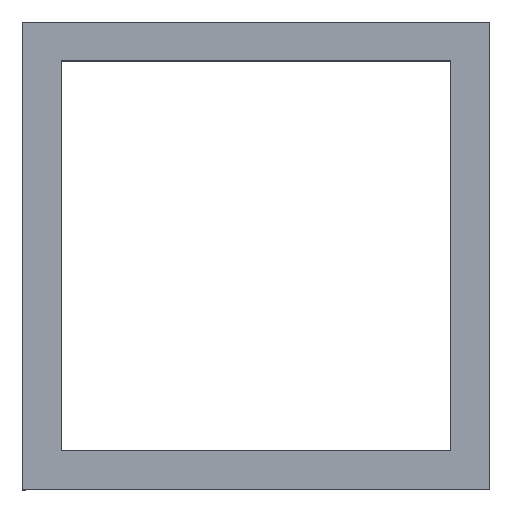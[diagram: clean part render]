
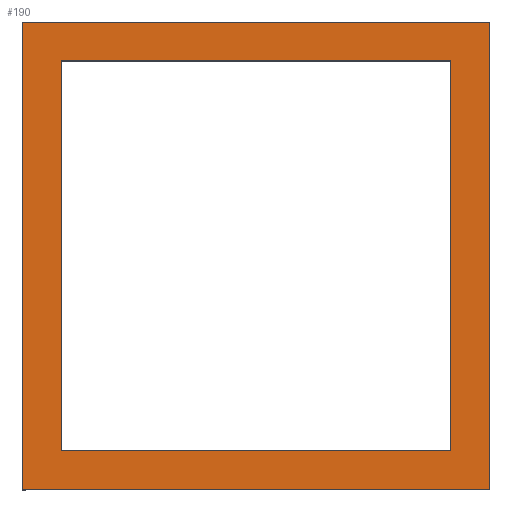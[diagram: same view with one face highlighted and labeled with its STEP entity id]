
A CAD part, top view. The second image highlights one B-rep face of the part: STEP entity #190.
In plain terms, the highlighted planar face has unit normal (0, 0, 1).
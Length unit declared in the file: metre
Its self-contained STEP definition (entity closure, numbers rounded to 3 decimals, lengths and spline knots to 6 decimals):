
#44=ORIENTED_EDGE('',*,*,#72,.F.);
#45=ORIENTED_EDGE('',*,*,#76,.T.);
#46=ORIENTED_EDGE('',*,*,#79,.T.);
#47=ORIENTED_EDGE('',*,*,#81,.F.);
#48=ORIENTED_EDGE('',*,*,#62,.F.);
#49=ORIENTED_EDGE('',*,*,#66,.T.);
#50=ORIENTED_EDGE('',*,*,#69,.T.);
#51=ORIENTED_EDGE('',*,*,#83,.F.);
#62=EDGE_CURVE('',#86,#87,#102,.T.);
#66=EDGE_CURVE('',#86,#89,#106,.T.);
#69=EDGE_CURVE('',#89,#91,#109,.T.);
#72=EDGE_CURVE('',#94,#95,#112,.T.);
#76=EDGE_CURVE('',#94,#97,#116,.T.);
#79=EDGE_CURVE('',#97,#99,#119,.T.);
#81=EDGE_CURVE('',#95,#99,#121,.T.);
#83=EDGE_CURVE('',#87,#91,#123,.T.);
#86=VERTEX_POINT('',#267);
#87=VERTEX_POINT('',#269);
#89=VERTEX_POINT('',#275);
#91=VERTEX_POINT('',#281);
#94=VERTEX_POINT('',#288);
#95=VERTEX_POINT('',#290);
#97=VERTEX_POINT('',#296);
#99=VERTEX_POINT('',#302);
#102=LINE('',#268,#126);
#106=LINE('',#276,#130);
#109=LINE('',#282,#133);
#112=LINE('',#289,#136);
#116=LINE('',#297,#140);
#119=LINE('',#303,#143);
#121=LINE('',#306,#145);
#123=LINE('',#309,#147);
#126=VECTOR('',#221,1.);
#130=VECTOR('',#227,1.);
#133=VECTOR('',#232,1.);
#136=VECTOR('',#237,1.);
#140=VECTOR('',#243,1.);
#143=VECTOR('',#248,1.);
#145=VECTOR('',#252,1.);
#147=VECTOR('',#256,1.);
#156=EDGE_LOOP('',(#44,#45,#46,#47));
#157=EDGE_LOOP('',(#48,#49,#50,#51));
#168=FACE_BOUND('',#156,.T.);
#169=FACE_BOUND('',#157,.T.);
#180=PLANE('',#213);
#190=ADVANCED_FACE('',(#168,#169),#180,.T.);
#213=AXIS2_PLACEMENT_3D('',#310,#257,#258);
#221=DIRECTION('',(-1.,0.,0.));
#227=DIRECTION('',(0.,-1.,0.));
#232=DIRECTION('',(-1.,0.,0.));
#237=DIRECTION('',(0.,-1.,0.));
#243=DIRECTION('',(-1.,0.,0.));
#248=DIRECTION('',(0.,-1.,0.));
#252=DIRECTION('',(-1.,0.,0.));
#256=DIRECTION('',(0.,-1.,0.));
#257=DIRECTION('',(0.,0.,1.));
#258=DIRECTION('',(1.,0.,0.));
#267=CARTESIAN_POINT('',(-0.015961,0.024914,0.001));
#268=CARTESIAN_POINT('',(-0.020961,0.024914,0.001));
#269=CARTESIAN_POINT('',(-0.025961,0.024914,0.001));
#275=CARTESIAN_POINT('',(-0.015961,0.014914,0.001));
#276=CARTESIAN_POINT('',(-0.015961,0.019914,0.001));
#281=CARTESIAN_POINT('',(-0.025961,0.014914,0.001));
#282=CARTESIAN_POINT('',(-0.020961,0.014914,0.001));
#288=CARTESIAN_POINT('',(-0.014961,0.025914,0.001));
#289=CARTESIAN_POINT('',(-0.014961,0.019914,0.001));
#290=CARTESIAN_POINT('',(-0.014961,0.013914,0.001));
#296=CARTESIAN_POINT('',(-0.026961,0.025914,0.001));
#297=CARTESIAN_POINT('',(-0.020961,0.025914,0.001));
#302=CARTESIAN_POINT('',(-0.026961,0.013914,0.001));
#303=CARTESIAN_POINT('',(-0.026961,0.019914,0.001));
#306=CARTESIAN_POINT('',(-0.020961,0.013914,0.001));
#309=CARTESIAN_POINT('',(-0.025961,0.019914,0.001));
#310=CARTESIAN_POINT('',(-0.020961,0.019914,0.001));
